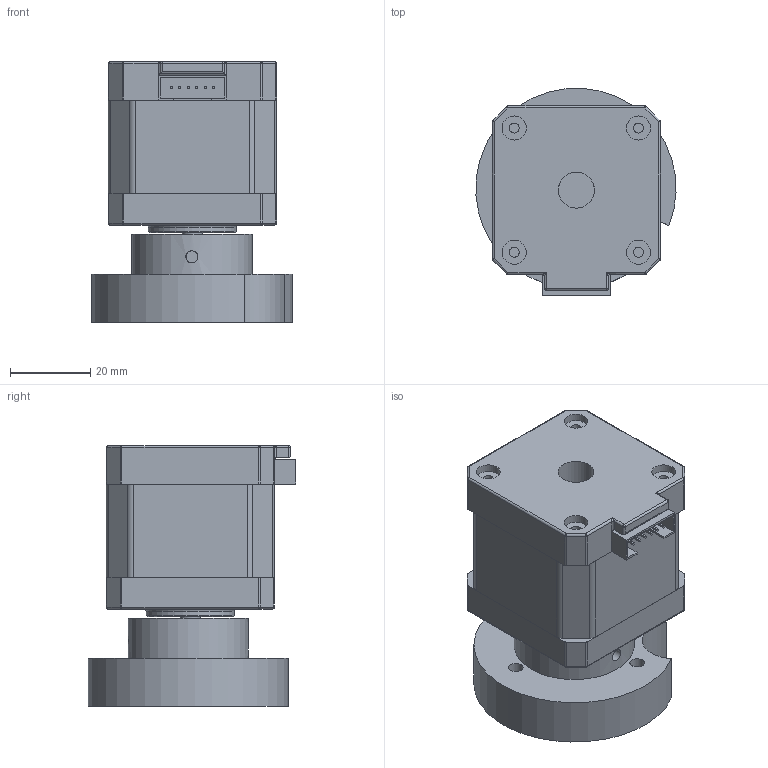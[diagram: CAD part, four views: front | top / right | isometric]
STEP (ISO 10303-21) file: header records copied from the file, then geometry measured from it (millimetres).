
FILE_DESCRIPTION(/* description */ (''),/* implementation_level */ '2;1');
FILE_NAME(/* name */ 'wrist coupler.step',/* time_stamp */ '2025-06-29T19:39:08+05:30',/* author */ (''),/* organization */ (''),/* preprocessor_version */ 'ST-DEVELOPER v20.1',/* originating_system */ 'Autodesk Translation Framework v14.10.0.0',/* authorisation */ '');
FILE_SCHEMA (('AUTOMOTIVE_DESIGN { 1 0 10303 214 3 1 1 }'));
Length unit declared in the file: millimetre
Products named in the file (2): coupler; Nima 17 40x42x5mm
Assembly tree (1 placements, depth 2):
  coupler
    Nima 17 40x42x5mm
Bounding box: 49.92 x 51.77 x 65.1 mm (x, y, z)
Volume: 91614.7 mm3; surface area: 28413.4 mm2
Topology: 13 solids, 13 shells, 388 faces, 978 edges, 614 vertices
Faces by surface type: cylinder 224, plane 133, sphere 18, bspline 10, torus 2, cone 1
Full cylindrical faces by diameter (mm): 2.5 x64, 3 x2, 3.041 x56, 3.6 x3, 5 x1, 6 x4, 9 x3, 12 x1, 15 x1, 22 x1, 30 x1
Entity records: 20823 total; most frequent: CARTESIAN_POINT 12032, ORIENTED_EDGE 1924, DIRECTION 1634, EDGE_CURVE 962, VERTEX_POINT 614, AXIS2_PLACEMENT_3D 579, LINE 476, VECTOR 476
